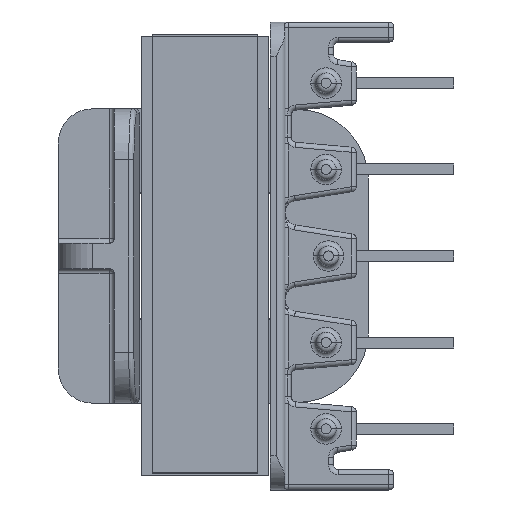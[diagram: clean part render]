
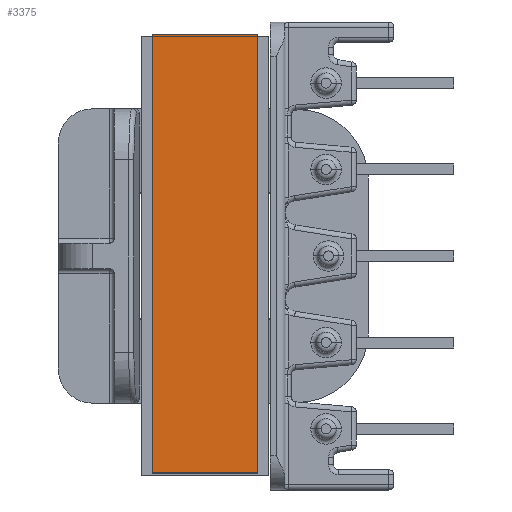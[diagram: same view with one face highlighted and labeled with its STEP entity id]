
A CAD part, left-side view. The second image highlights one B-rep face of the part: STEP entity #3375.
In plain terms, the highlighted planar face has unit normal (-1, 0, 0).
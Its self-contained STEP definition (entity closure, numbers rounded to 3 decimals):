
#429 = DIRECTION ( 'NONE',  ( 0., 0., 1. ) ) ;
#1389 = AXIS2_PLACEMENT_3D ( 'NONE', #19529, #9986, #429 ) ;
#2707 = CARTESIAN_POINT ( 'NONE',  ( -0.102, -25.702, -6.22 ) ) ;
#3369 = VERTEX_POINT ( 'NONE', #17865 ) ;
#3375 = ADVANCED_FACE ( 'NONE', ( #17314 ), #8300, .T. ) ;
#4402 = EDGE_CURVE ( 'NONE', #11783, #3369, #9534, .T. ) ;
#4736 = CARTESIAN_POINT ( 'NONE',  ( -0.102, 0.102, -6.22 ) ) ;
#5799 = VECTOR ( 'NONE', #7085, 1000. ) ;
#7085 = DIRECTION ( 'NONE',  ( 0., -1., 0. ) ) ;
#7093 = EDGE_CURVE ( 'NONE', #16598, #11783, #17174, .T. ) ;
#7579 = EDGE_CURVE ( 'NONE', #9795, #3369, #15139, .T. ) ;
#7850 = ORIENTED_EDGE ( 'NONE', *, *, #7093, .F. ) ;
#8175 = DIRECTION ( 'NONE',  ( 0., 0., 1. ) ) ;
#8300 = PLANE ( 'NONE',  #1389 ) ;
#8646 = VECTOR ( 'NONE', #8175, 1000. ) ;
#9356 = LINE ( 'NONE', #2707, #16324 ) ;
#9534 = LINE ( 'NONE', #16640, #5799 ) ;
#9795 = VERTEX_POINT ( 'NONE', #13803 ) ;
#9986 = DIRECTION ( 'NONE',  ( -1., 0., 0. ) ) ;
#11766 = EDGE_CURVE ( 'NONE', #16598, #9795, #9356, .T. ) ;
#11783 = VERTEX_POINT ( 'NONE', #12278 ) ;
#12093 = DIRECTION ( 'NONE',  ( 0., 0., 1. ) ) ;
#12278 = CARTESIAN_POINT ( 'NONE',  ( -0.102, 0.102, 0. ) ) ;
#13002 = EDGE_LOOP ( 'NONE', ( #14577, #7850, #14309, #14375 ) ) ;
#13415 = VECTOR ( 'NONE', #12093, 1000. ) ;
#13803 = CARTESIAN_POINT ( 'NONE',  ( -0.102, -25.702, -6.22 ) ) ;
#14309 = ORIENTED_EDGE ( 'NONE', *, *, #11766, .T. ) ;
#14375 = ORIENTED_EDGE ( 'NONE', *, *, #7579, .T. ) ;
#14534 = CARTESIAN_POINT ( 'NONE',  ( -0.102, -25.702, -6.22 ) ) ;
#14577 = ORIENTED_EDGE ( 'NONE', *, *, #4402, .F. ) ;
#15139 = LINE ( 'NONE', #14534, #8646 ) ;
#15427 = DIRECTION ( 'NONE',  ( 0., -1., 0. ) ) ;
#16324 = VECTOR ( 'NONE', #15427, 1000. ) ;
#16598 = VERTEX_POINT ( 'NONE', #4736 ) ;
#16640 = CARTESIAN_POINT ( 'NONE',  ( -0.102, -25.702, 0. ) ) ;
#17174 = LINE ( 'NONE', #18515, #13415 ) ;
#17314 = FACE_OUTER_BOUND ( 'NONE', #13002, .T. ) ;
#17865 = CARTESIAN_POINT ( 'NONE',  ( -0.102, -25.702, 0. ) ) ;
#18515 = CARTESIAN_POINT ( 'NONE',  ( -0.102, 0.102, -6.22 ) ) ;
#19529 = CARTESIAN_POINT ( 'NONE',  ( -0.102, -25.702, -6.22 ) ) ;
